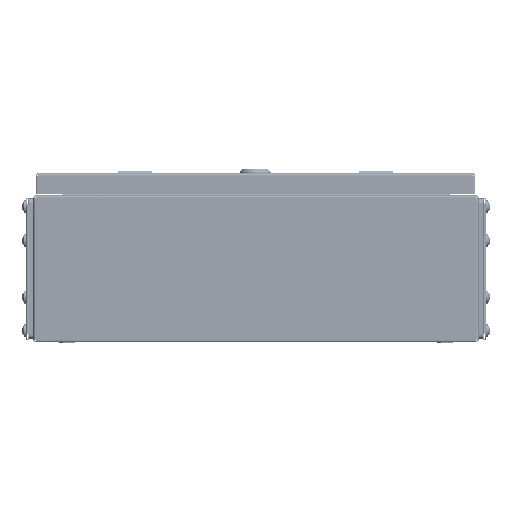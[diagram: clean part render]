
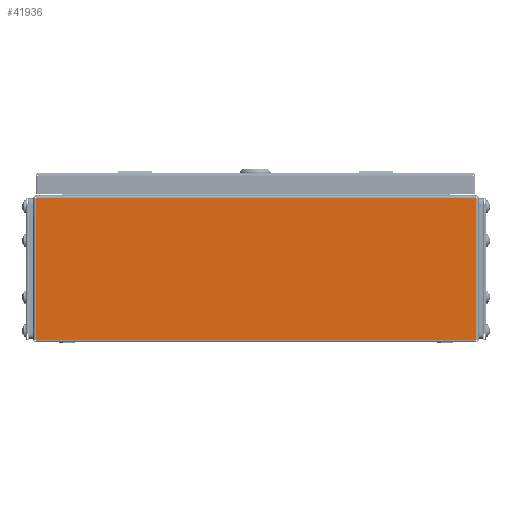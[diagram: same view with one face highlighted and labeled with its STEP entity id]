
A CAD part, left-side view. The second image highlights one B-rep face of the part: STEP entity #41936.
In plain terms, the highlighted planar face has unit normal (-1, 0, 0).
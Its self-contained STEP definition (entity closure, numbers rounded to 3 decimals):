
#58 = CARTESIAN_POINT ( 'NONE',  ( -250., 195.5, 1. ) ) ;
#405 = LINE ( 'NONE', #8011, #60913 ) ;
#5638 = CARTESIAN_POINT ( 'NONE',  ( -250., 0., 0. ) ) ;
#8011 = CARTESIAN_POINT ( 'NONE',  ( -250., 195.5, 1. ) ) ;
#12871 = PLANE ( 'NONE',  #71362 ) ;
#13676 = VECTOR ( 'NONE', #61340, 1000. ) ;
#19278 = DIRECTION ( 'NONE',  ( 0., 1., 0. ) ) ;
#21230 = EDGE_CURVE ( 'NONE', #34764, #30746, #28673, .T. ) ;
#21876 = ORIENTED_EDGE ( 'NONE', *, *, #21230, .T. ) ;
#22562 = CARTESIAN_POINT ( 'NONE',  ( -250., -195.5, 0. ) ) ;
#23002 = VERTEX_POINT ( 'NONE', #60687 ) ;
#28673 = LINE ( 'NONE', #61488, #35999 ) ;
#29836 = ORIENTED_EDGE ( 'NONE', *, *, #79809, .T. ) ;
#29980 = CARTESIAN_POINT ( 'NONE',  ( -250., -195.5, 1. ) ) ;
#30468 = VECTOR ( 'NONE', #19278, 1000. ) ;
#30746 = VERTEX_POINT ( 'NONE', #58 ) ;
#30792 = LINE ( 'NONE', #82843, #30468 ) ;
#32282 = VERTEX_POINT ( 'NONE', #29980 ) ;
#32899 = DIRECTION ( 'NONE',  ( 0., 0., -1. ) ) ;
#33330 = FACE_OUTER_BOUND ( 'NONE', #66314, .T. ) ;
#34764 = VERTEX_POINT ( 'NONE', #55361 ) ;
#35341 = LINE ( 'NONE', #22562, #13676 ) ;
#35494 = DIRECTION ( 'NONE',  ( 0., 0., -1. ) ) ;
#35999 = VECTOR ( 'NONE', #35494, 1000. ) ;
#41936 = ADVANCED_FACE ( 'NONE', ( #33330 ), #12871, .F. ) ;
#50449 = ORIENTED_EDGE ( 'NONE', *, *, #51873, .F. ) ;
#51660 = DIRECTION ( 'NONE',  ( 1., 0., 0. ) ) ;
#51873 = EDGE_CURVE ( 'NONE', #32282, #30746, #405, .T. ) ;
#52800 = DIRECTION ( 'NONE',  ( 0., 1., 0. ) ) ;
#55361 = CARTESIAN_POINT ( 'NONE',  ( -250., 195.5, 127.5 ) ) ;
#60687 = CARTESIAN_POINT ( 'NONE',  ( -250., -195.5, 127.5 ) ) ;
#60913 = VECTOR ( 'NONE', #52800, 1000. ) ;
#61340 = DIRECTION ( 'NONE',  ( 0., 0., 1. ) ) ;
#61488 = CARTESIAN_POINT ( 'NONE',  ( -250., 195.5, 0. ) ) ;
#65205 = EDGE_CURVE ( 'NONE', #23002, #34764, #30792, .T. ) ;
#66314 = EDGE_LOOP ( 'NONE', ( #67726, #21876, #50449, #29836 ) ) ;
#67726 = ORIENTED_EDGE ( 'NONE', *, *, #65205, .T. ) ;
#71362 = AXIS2_PLACEMENT_3D ( 'NONE', #5638, #51660, #32899 ) ;
#79809 = EDGE_CURVE ( 'NONE', #32282, #23002, #35341, .T. ) ;
#82843 = CARTESIAN_POINT ( 'NONE',  ( -250., -195.5, 127.5 ) ) ;
